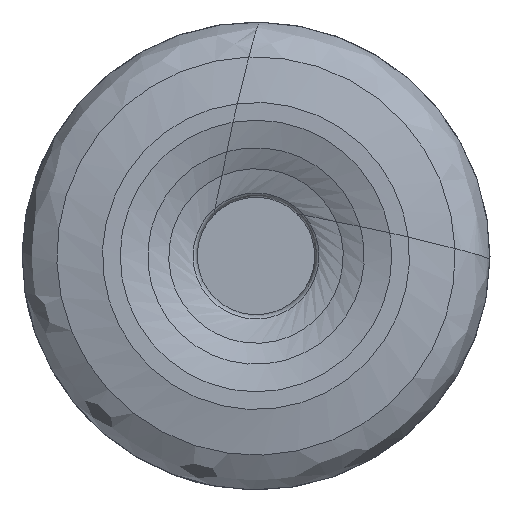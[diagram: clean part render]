
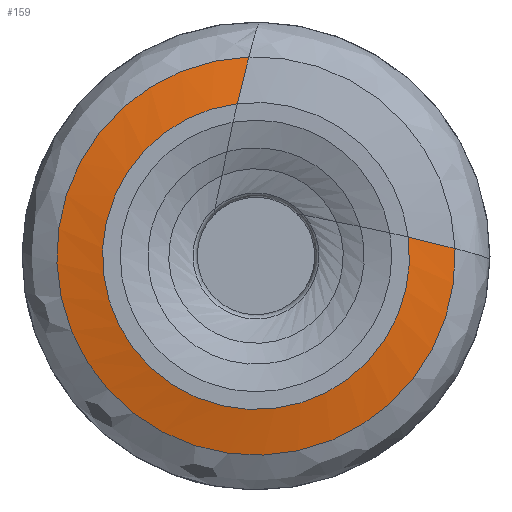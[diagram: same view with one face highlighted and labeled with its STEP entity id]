
A CAD part, left-side view. The second image highlights one B-rep face of the part: STEP entity #159.
In plain terms, the highlighted free-form (B-spline) face has degree [1, 3] with [2, 7] control points.
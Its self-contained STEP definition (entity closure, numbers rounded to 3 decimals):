
#110=LINE('',#1416,#138);
#111=LINE('',#1417,#139);
#138=VECTOR('',#891,1.);
#139=VECTOR('',#892,1.);
#159=ADVANCED_FACE('',(#251),#211,.F.);
#211=(
BOUNDED_SURFACE()
B_SPLINE_SURFACE(1,3,((#1418,#1419,#1420,#1421,#1422,#1423,#1424),(#1425,
#1426,#1427,#1428,#1429,#1430,#1431)),.UNSPECIFIED.,.F.,.F.,.F.)
B_SPLINE_SURFACE_WITH_KNOTS((2,2),(4,3,4),(0.,1.),(0.,0.5,1.),
 .UNSPECIFIED.)
GEOMETRIC_REPRESENTATION_ITEM()
RATIONAL_B_SPLINE_SURFACE(((1.,0.588,0.588,1.,0.588,
0.588,1.),(1.,0.588,0.588,1.,0.588,
0.588,1.)))
REPRESENTATION_ITEM('')
SURFACE()
);
#251=FACE_OUTER_BOUND('',#293,.T.);
#293=EDGE_LOOP('',(#463,#464,#465,#466));
#356=CIRCLE('',#754,3.281);
#357=CIRCLE('',#755,4.257);
#463=ORIENTED_EDGE('',*,*,#677,.F.);
#464=ORIENTED_EDGE('',*,*,#678,.F.);
#465=ORIENTED_EDGE('',*,*,#674,.T.);
#466=ORIENTED_EDGE('',*,*,#679,.F.);
#605=VERTEX_POINT('',#1395);
#606=VERTEX_POINT('',#1396);
#607=VERTEX_POINT('',#1414);
#608=VERTEX_POINT('',#1415);
#674=EDGE_CURVE('',#605,#606,#356,.T.);
#677=EDGE_CURVE('',#607,#608,#357,.T.);
#678=EDGE_CURVE('',#605,#607,#110,.T.);
#679=EDGE_CURVE('',#608,#606,#111,.T.);
#754=AXIS2_PLACEMENT_3D('',#1394,#885,#886);
#755=AXIS2_PLACEMENT_3D('',#1413,#889,#890);
#885=DIRECTION('',(1.,0.,0.));
#886=DIRECTION('',(0.,-0.992,0.123));
#889=DIRECTION('',(1.,0.,0.));
#890=DIRECTION('',(0.,-0.999,0.037));
#891=DIRECTION('',(0.199,-0.952,-0.234));
#892=DIRECTION('',(-0.199,0.236,-0.951));
#1394=CARTESIAN_POINT('',(0.,0.,0.));
#1395=CARTESIAN_POINT('',(0.,-3.256,0.403));
#1396=CARTESIAN_POINT('',(0.,0.398,3.256));
#1413=CARTESIAN_POINT('',(0.209,0.,0.));
#1414=CARTESIAN_POINT('',(0.209,-4.254,0.158));
#1415=CARTESIAN_POINT('',(0.209,0.151,4.254));
#1416=CARTESIAN_POINT('',(0.,-3.256,0.403));
#1417=CARTESIAN_POINT('',(0.,0.398,3.256));
#1418=CARTESIAN_POINT('',(0.,-3.256,0.403));
#1419=CARTESIAN_POINT('',(0.,-3.678,-3.006));
#1420=CARTESIAN_POINT('',(0.,-0.689,-4.7));
#1421=CARTESIAN_POINT('',(0.,2.019,-2.586));
#1422=CARTESIAN_POINT('',(0.,4.727,-0.471));
#1423=CARTESIAN_POINT('',(0.,3.808,2.84));
#1424=CARTESIAN_POINT('',(0.,0.398,3.256));
#1425=CARTESIAN_POINT('',(0.209,-4.254,0.158));
#1426=CARTESIAN_POINT('',(0.209,-4.419,-4.297));
#1427=CARTESIAN_POINT('',(0.209,-0.366,-6.153));
#1428=CARTESIAN_POINT('',(0.209,2.899,-3.117));
#1429=CARTESIAN_POINT('',(0.209,6.164,-0.081));
#1430=CARTESIAN_POINT('',(0.209,4.606,4.096));
#1431=CARTESIAN_POINT('',(0.209,0.151,4.254));
